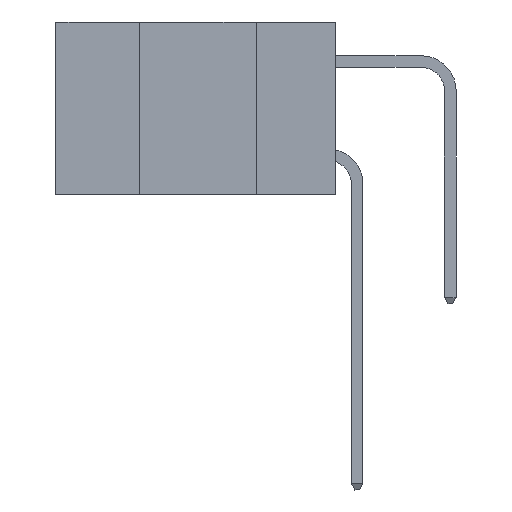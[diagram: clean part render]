
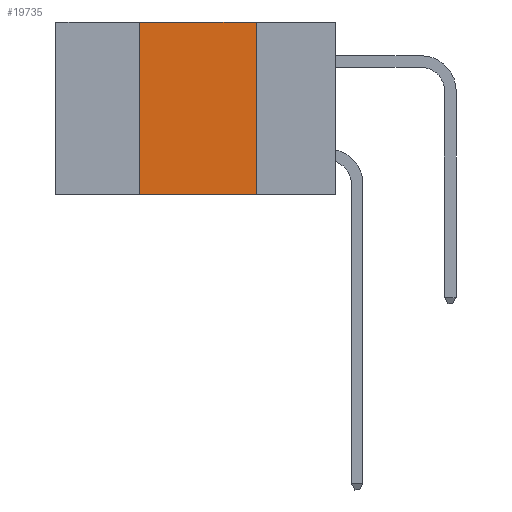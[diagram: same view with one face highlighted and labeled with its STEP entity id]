
A CAD part, left-side view. The second image highlights one B-rep face of the part: STEP entity #19735.
In plain terms, the highlighted planar face has unit normal (-1, 0, 0).
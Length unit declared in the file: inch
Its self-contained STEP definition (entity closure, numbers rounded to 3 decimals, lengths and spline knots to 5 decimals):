
#229 = FACE_OUTER_BOUND ( 'NONE', #5831, .T. ) ;
#1292 = ORIENTED_EDGE ( 'NONE', *, *, #10711, .F. ) ;
#2483 = VERTEX_POINT ( 'NONE', #18356 ) ;
#3281 = DIRECTION ( 'NONE',  ( 0., -1., 0. ) ) ;
#3422 = DIRECTION ( 'NONE',  ( 0., 0., -1. ) ) ;
#5831 = EDGE_LOOP ( 'NONE', ( #1292, #22694, #21440, #19660 ) ) ;
#6025 = VERTEX_POINT ( 'NONE', #18799 ) ;
#6869 = CARTESIAN_POINT ( 'NONE',  ( 0., 0.6, 0. ) ) ;
#7034 = VERTEX_POINT ( 'NONE', #12193 ) ;
#7191 = LINE ( 'NONE', #9314, #12361 ) ;
#9314 = CARTESIAN_POINT ( 'NONE',  ( 0., 0.42, 0. ) ) ;
#9396 = DIRECTION ( 'NONE',  ( 0., 0., 1. ) ) ;
#10180 = DIRECTION ( 'NONE',  ( 1., 0., 0. ) ) ;
#10711 = EDGE_CURVE ( 'NONE', #2483, #11313, #12911, .T. ) ;
#10727 = AXIS2_PLACEMENT_3D ( 'NONE', #6869, #10180, #3422 ) ;
#11313 = VERTEX_POINT ( 'NONE', #20787 ) ;
#11887 = CARTESIAN_POINT ( 'NONE',  ( 0., 0.6, -0.37 ) ) ;
#12193 = CARTESIAN_POINT ( 'NONE',  ( 0., 0.42, 0. ) ) ;
#12361 = VECTOR ( 'NONE', #9396, 39.37008 ) ;
#12699 = LINE ( 'NONE', #19477, #14958 ) ;
#12911 = LINE ( 'NONE', #18658, #15743 ) ;
#13513 = LINE ( 'NONE', #11887, #16591 ) ;
#14024 = DIRECTION ( 'NONE',  ( 0., -1., 0. ) ) ;
#14958 = VECTOR ( 'NONE', #14024, 39.37008 ) ;
#15743 = VECTOR ( 'NONE', #19278, 39.37008 ) ;
#16591 = VECTOR ( 'NONE', #3281, 39.37008 ) ;
#18356 = CARTESIAN_POINT ( 'NONE',  ( 0., 0.17, 0. ) ) ;
#18658 = CARTESIAN_POINT ( 'NONE',  ( 0., 0.17, 0. ) ) ;
#18799 = CARTESIAN_POINT ( 'NONE',  ( 0., 0.42, -0.37 ) ) ;
#19049 = EDGE_CURVE ( 'NONE', #7034, #2483, #12699, .T. ) ;
#19132 = PLANE ( 'NONE',  #10727 ) ;
#19278 = DIRECTION ( 'NONE',  ( 0., 0., -1. ) ) ;
#19477 = CARTESIAN_POINT ( 'NONE',  ( 0., 0.6, 0. ) ) ;
#19660 = ORIENTED_EDGE ( 'NONE', *, *, #19801, .T. ) ;
#19735 = ADVANCED_FACE ( 'NONE', ( #229 ), #19132, .F. ) ;
#19801 = EDGE_CURVE ( 'NONE', #6025, #11313, #13513, .T. ) ;
#20069 = EDGE_CURVE ( 'NONE', #6025, #7034, #7191, .T. ) ;
#20787 = CARTESIAN_POINT ( 'NONE',  ( 0., 0.17, -0.37 ) ) ;
#21440 = ORIENTED_EDGE ( 'NONE', *, *, #20069, .F. ) ;
#22694 = ORIENTED_EDGE ( 'NONE', *, *, #19049, .F. ) ;
